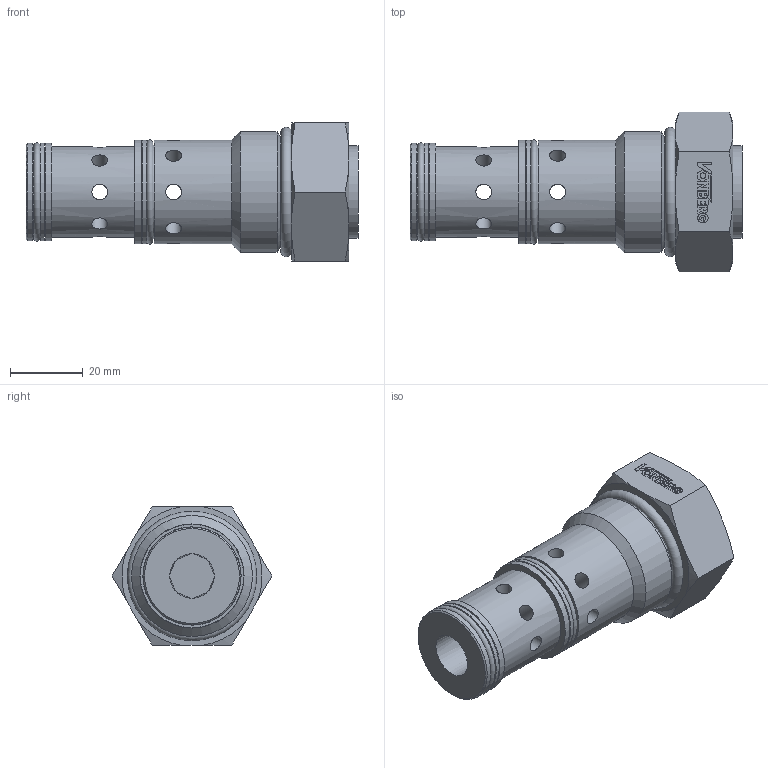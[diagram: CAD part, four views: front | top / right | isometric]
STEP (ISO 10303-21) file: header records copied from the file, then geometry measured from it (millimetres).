
FILE_DESCRIPTION((''),'2;1');
FILE_NAME('2516.stp','2015-01-26T16:09:40',('jml'),(''),'Autodesk Inventor 2010','Autodesk Inventor 2010','');
FILE_SCHEMA(('AUTOMOTIVE_DESIGN { 1 0 10303 214 1 1 1 1 }'));
Length unit declared in the file: inch
Products named in the file (8): 2516 (LevelofDetail1); 220874; 990178; 916 O-RING; 021 O-RING; 021 BACKUP; 022 O-RING; 022 BACKUP
Assembly tree (7 placements, depth 2):
  2516 (LevelofDetail1)
    220874
    990178
    916 O-RING
    021 O-RING
    021 BACKUP
    022 O-RING
    022 BACKUP
Bounding box: 91.44 x 43.99 x 38.1 mm (x, y, z)
Volume: 55053.3 mm3; surface area: 21648.4 mm2
Topology: 7 solids, 7 shells, 181 faces, 450 edges, 296 vertices
Faces by surface type: plane 106, cylinder 48, cone 19, torus 5, bspline 3
Full cylindrical faces by diameter (mm): 1.566 x1, 4.343 x16, 19.685 x2, 22.225 x1, 24.359 x1, 24.435 x1, 24.892 x1, 25.4 x1, 25.857 x1, 25.908 x1, 26.924 x2, 26.975 x1, 28.524 x2, 28.55 x1, 30.404 x1, 33.325 x1
Entity records: 6448 total; most frequent: CARTESIAN_POINT 2023, DIRECTION 811, ORIENTED_EDGE 776, EDGE_CURVE 388, EDGE_LOOP 288, AXIS2_PLACEMENT_3D 286, VERTEX_POINT 284, VECTOR 239
